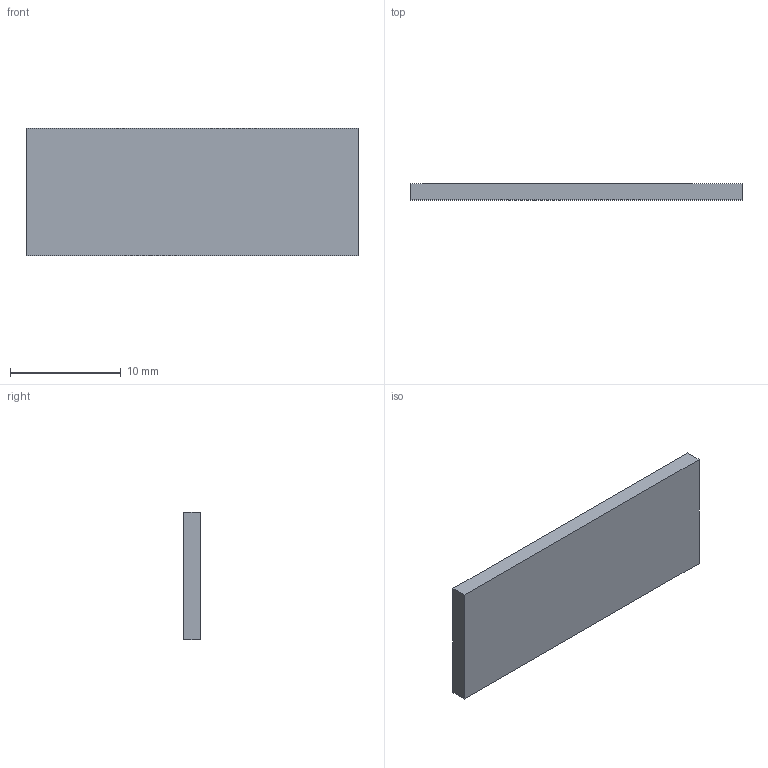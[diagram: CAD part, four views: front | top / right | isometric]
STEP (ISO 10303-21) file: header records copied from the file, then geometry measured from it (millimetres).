
FILE_DESCRIPTION((''),'2;1');
FILE_NAME('MODULE_DISPLAY','2023-02-28T13:11:00',('DylanThrush'),('AGILITY ROBOTICS'),'CREO PARAMETRIC BY PTC INC, 2022284','CREO PARAMETRIC BY PTC INC, 2022284','');
FILE_SCHEMA(('AUTOMOTIVE_DESIGN { 1 0 10303 214 1 1 1 1 }'));
Length unit declared in the file: millimetre
Products named in the file (1): MODULE_DISPLAY
Bounding box: 30 x 1.45 x 11.5 mm (x, y, z)
Volume: 438.3 mm3; surface area: 834.3 mm2
Topology: 1 solids, 1 shells, 16 faces, 36 edges, 24 vertices
Faces by surface type: plane 16
Entity records: 638 total; most frequent: CARTESIAN_POINT 78, ORIENTED_EDGE 72, DIRECTION 68, COLOUR_RGB 38, PRESENTATION_STYLE_ASSIGNMENT 37, STYLED_ITEM 37, VECTOR 36, LINE 36
